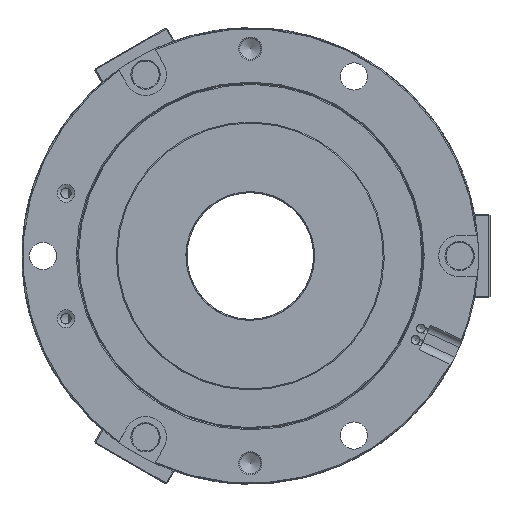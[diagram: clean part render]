
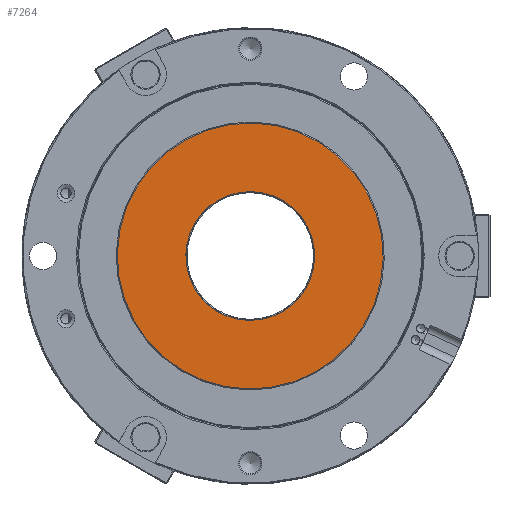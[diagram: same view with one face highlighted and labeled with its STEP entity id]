
A CAD part, front view. The second image highlights one B-rep face of the part: STEP entity #7264.
In plain terms, the highlighted face is planar.
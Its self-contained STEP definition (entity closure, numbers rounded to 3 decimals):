
#565=FACE_BOUND('',#1861,.T.);
#872=CIRCLE('',#8095,30.75);
#875=CIRCLE('',#8099,63.5);
#1099=PLANE('',#8103);
#1421=FACE_OUTER_BOUND('',#1860,.T.);
#1860=EDGE_LOOP('',(#6311));
#1861=EDGE_LOOP('',(#6312));
#3579=VERTEX_POINT('',#13377);
#3582=VERTEX_POINT('',#13385);
#4516=EDGE_CURVE('',#3579,#3579,#872,.T.);
#4520=EDGE_CURVE('',#3582,#3582,#875,.T.);
#6311=ORIENTED_EDGE('',*,*,#4520,.F.);
#6312=ORIENTED_EDGE('',*,*,#4516,.T.);
#7264=ADVANCED_FACE('',(#1421,#565),#1099,.T.);
#8095=AXIS2_PLACEMENT_3D('',#13379,#9891,#9892);
#8099=AXIS2_PLACEMENT_3D('',#13387,#9900,#9901);
#8103=AXIS2_PLACEMENT_3D('',#13394,#9909,#9910);
#9891=DIRECTION('center_axis',(0.,0.,1.));
#9892=DIRECTION('ref_axis',(-1.,0.,0.));
#9900=DIRECTION('center_axis',(0.,0.,1.));
#9901=DIRECTION('ref_axis',(-1.,0.,0.));
#9909=DIRECTION('center_axis',(0.,0.,-1.));
#9910=DIRECTION('ref_axis',(-1.,0.,0.));
#13377=CARTESIAN_POINT('',(30.75,0.,0.));
#13379=CARTESIAN_POINT('Origin',(0.,0.,0.));
#13385=CARTESIAN_POINT('',(63.5,0.,0.));
#13387=CARTESIAN_POINT('Origin',(0.,0.,0.));
#13394=CARTESIAN_POINT('Origin',(64.,0.,0.));
